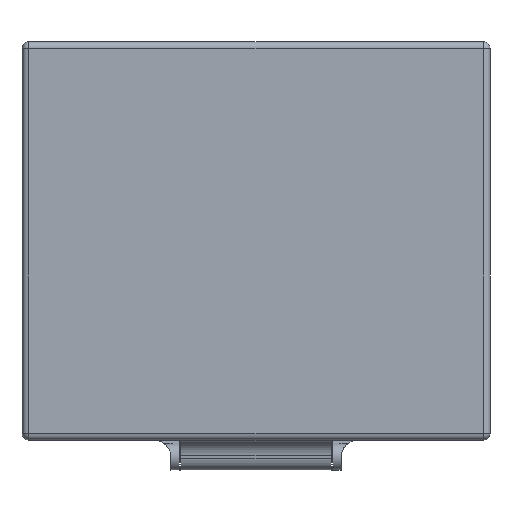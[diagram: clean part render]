
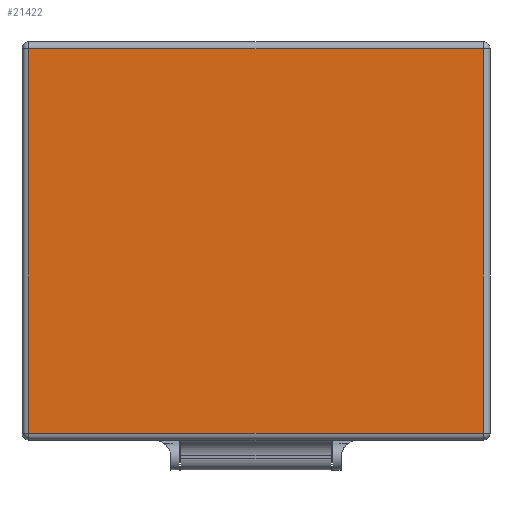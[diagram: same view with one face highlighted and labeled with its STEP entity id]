
A CAD part, front view. The second image highlights one B-rep face of the part: STEP entity #21422.
In plain terms, the highlighted planar face has unit normal (0, -1, 0).
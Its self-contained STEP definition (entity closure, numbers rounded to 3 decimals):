
#1848=FACE_OUTER_BOUND('',#2954,.T.);
#2954=EDGE_LOOP('',(#16588,#16589,#16590,#16591));
#5017=LINE('',#30022,#7502);
#5027=LINE('',#30055,#7512);
#5028=LINE('',#30058,#7513);
#5033=LINE('',#30075,#7518);
#7502=VECTOR('',#25255,10.);
#7512=VECTOR('',#25289,10.);
#7513=VECTOR('',#25294,10.);
#7518=VECTOR('',#25319,10.);
#9575=VERTEX_POINT('',#30014);
#9577=VERTEX_POINT('',#30020);
#9586=VERTEX_POINT('',#30043);
#9588=VERTEX_POINT('',#30054);
#12096=EDGE_CURVE('',#9577,#9575,#5017,.T.);
#12112=EDGE_CURVE('',#9586,#9588,#5027,.T.);
#12114=EDGE_CURVE('',#9575,#9586,#5028,.T.);
#12123=EDGE_CURVE('',#9588,#9577,#5033,.T.);
#16588=ORIENTED_EDGE('',*,*,#12123,.F.);
#16589=ORIENTED_EDGE('',*,*,#12112,.F.);
#16590=ORIENTED_EDGE('',*,*,#12114,.F.);
#16591=ORIENTED_EDGE('',*,*,#12096,.F.);
#20629=PLANE('',#22580);
#21422=ADVANCED_FACE('',(#1848),#20629,.T.);
#22580=AXIS2_PLACEMENT_3D('',#30076,#25320,#25321);
#25255=DIRECTION('',(0.,0.,-1.));
#25289=DIRECTION('',(0.,0.,1.));
#25294=DIRECTION('',(-1.,0.,0.));
#25319=DIRECTION('',(1.,0.,0.));
#25320=DIRECTION('center_axis',(0.,-1.,0.));
#25321=DIRECTION('ref_axis',(0.,0.,-1.));
#30014=CARTESIAN_POINT('',(99.75,-22.258,-54.258));
#30020=CARTESIAN_POINT('',(99.75,-22.258,58.742));
#30022=CARTESIAN_POINT('',(99.75,-22.258,-27.008));
#30043=CARTESIAN_POINT('',(-33.75,-22.258,-54.258));
#30054=CARTESIAN_POINT('',(-33.75,-22.258,58.742));
#30055=CARTESIAN_POINT('',(-33.75,-22.258,31.492));
#30058=CARTESIAN_POINT('',(-1.375,-22.258,-54.258));
#30075=CARTESIAN_POINT('',(67.375,-22.258,58.742));
#30076=CARTESIAN_POINT('Origin',(33.,-22.258,2.242));
